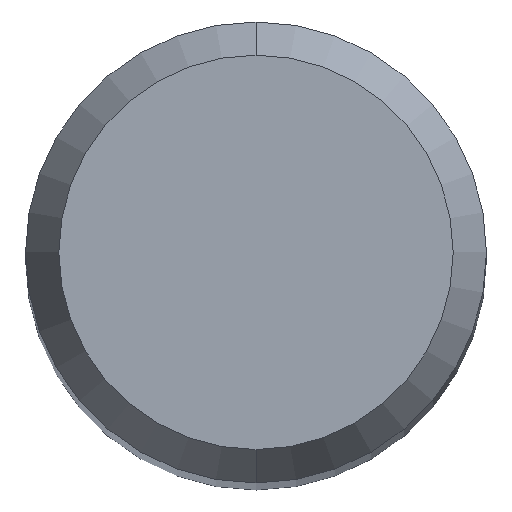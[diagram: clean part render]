
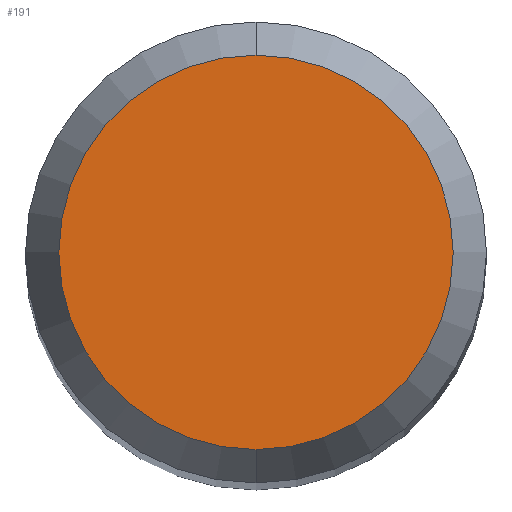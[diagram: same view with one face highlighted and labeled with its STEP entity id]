
A CAD part, top view. The second image highlights one B-rep face of the part: STEP entity #191.
In plain terms, the highlighted planar face has unit normal (0, 0, 1).
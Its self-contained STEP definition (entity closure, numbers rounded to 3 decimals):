
#189=VERTEX_POINT('',#412);
#191=ADVANCED_FACE('',(#414),#415,.T.);
#225=EDGE_CURVE('',#277,#189,#452,.T.);
#251=EDGE_CURVE('',#189,#277,#486,.T.);
#277=VERTEX_POINT('',#518);
#412=CARTESIAN_POINT('',(0.0,1.358,0.01));
#414=FACE_OUTER_BOUND('',#674,.T.);
#415=PLANE('',#675);
#452=CIRCLE('',#721,1.358);
#486=CIRCLE('',#761,1.358);
#518=CARTESIAN_POINT('',(0.,-1.358,0.01));
#674=EDGE_LOOP('',(#938,#939));
#675=AXIS2_PLACEMENT_3D('',#940,#941,#942);
#721=AXIS2_PLACEMENT_3D('',#986,#987,#988);
#761=AXIS2_PLACEMENT_3D('',#1039,#1040,#1041);
#938=ORIENTED_EDGE('',*,*,#251,.F.);
#939=ORIENTED_EDGE('',*,*,#225,.F.);
#940=CARTESIAN_POINT('',(0.0,0.679,0.01));
#941=DIRECTION('',(-0.0,0.0,1.0));
#942=DIRECTION('',(0.0,-1.0,0.0));
#986=CARTESIAN_POINT('',(0.0,0.0,0.01));
#987=DIRECTION('',(0.0,0.0,-1.0));
#988=DIRECTION('',(0.0,1.0,0.0));
#1039=CARTESIAN_POINT('',(0.0,0.0,0.01));
#1040=DIRECTION('',(0.0,0.0,-1.0));
#1041=DIRECTION('',(0.0,1.0,0.0));
